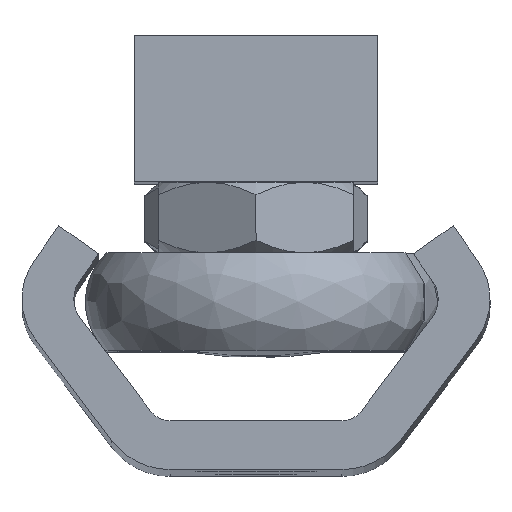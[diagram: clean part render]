
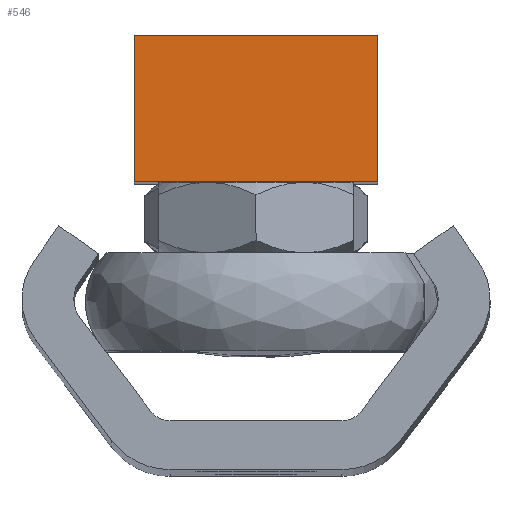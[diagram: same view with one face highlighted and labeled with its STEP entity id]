
A CAD part, top view. The second image highlights one B-rep face of the part: STEP entity #546.
In plain terms, the highlighted planar face has unit normal (0, 0, 1).
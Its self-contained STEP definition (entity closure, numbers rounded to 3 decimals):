
#213 = VERTEX_POINT ( 'NONE', #2832 ) ;
#215 = VERTEX_POINT ( 'NONE', #2834 ) ;
#546 = ADVANCED_FACE ( 'NONE', ( #2208 ), #3623, .F. ) ;
#793 = EDGE_CURVE ( 'NONE', #213, #2724, #5404, .T. ) ;
#796 = EDGE_CURVE ( 'NONE', #2415, #215, #5410, .T. ) ;
#801 = EDGE_CURVE ( 'NONE', #215, #213, #5416, .T. ) ;
#812 = EDGE_CURVE ( 'NONE', #2724, #2415, #5424, .T. ) ;
#962 = AXIS2_PLACEMENT_3D ( 'NONE', #3626, #3632, #3633 ) ;
#1670 = ORIENTED_EDGE ( 'NONE', *, *, #793, .T. ) ;
#1671 = ORIENTED_EDGE ( 'NONE', *, *, #812, .T. ) ;
#1672 = ORIENTED_EDGE ( 'NONE', *, *, #796, .T. ) ;
#1673 = ORIENTED_EDGE ( 'NONE', *, *, #801, .T. ) ;
#2208 = FACE_OUTER_BOUND ( 'NONE', #2568, .T. ) ;
#2415 = VERTEX_POINT ( 'NONE', #5270 ) ;
#2568 = EDGE_LOOP ( 'NONE', ( #1670, #1671, #1672, #1673 ) ) ;
#2724 = VERTEX_POINT ( 'NONE', #5689 ) ;
#2832 = CARTESIAN_POINT ( 'NONE',  ( -5., 3., 0. ) ) ;
#2834 = CARTESIAN_POINT ( 'NONE',  ( 5., 3., 0. ) ) ;
#3623 = PLANE ( 'NONE',  #962 ) ;
#3626 = CARTESIAN_POINT ( 'NONE',  ( -5., 3., 0. ) ) ;
#3632 = DIRECTION ( 'NONE',  ( 0., 0., -1. ) ) ;
#3633 = DIRECTION ( 'NONE',  ( -1., 0., 0. ) ) ;
#5079 = CARTESIAN_POINT ( 'NONE',  ( -5., -3., 0. ) ) ;
#5089 = DIRECTION ( 'NONE',  ( 0., -1., 0. ) ) ;
#5096 = CARTESIAN_POINT ( 'NONE',  ( 5., -3., 0. ) ) ;
#5097 = DIRECTION ( 'NONE',  ( 0., 1., 0. ) ) ;
#5107 = CARTESIAN_POINT ( 'NONE',  ( -5., 3., 0. ) ) ;
#5108 = DIRECTION ( 'NONE',  ( -1., 0., 0. ) ) ;
#5138 = CARTESIAN_POINT ( 'NONE',  ( -5., -3., 0. ) ) ;
#5139 = DIRECTION ( 'NONE',  ( 1., 0., 0. ) ) ;
#5270 = CARTESIAN_POINT ( 'NONE',  ( 5., -3., 0. ) ) ;
#5404 = LINE ( 'NONE', #5079, #5409 ) ;
#5409 = VECTOR ( 'NONE', #5089, 1000. ) ;
#5410 = LINE ( 'NONE', #5096, #5413 ) ;
#5413 = VECTOR ( 'NONE', #5097, 1000. ) ;
#5416 = LINE ( 'NONE', #5107, #5421 ) ;
#5421 = VECTOR ( 'NONE', #5108, 1000. ) ;
#5424 = LINE ( 'NONE', #5138, #5435 ) ;
#5435 = VECTOR ( 'NONE', #5139, 1000. ) ;
#5689 = CARTESIAN_POINT ( 'NONE',  ( -5., -3., 0. ) ) ;
